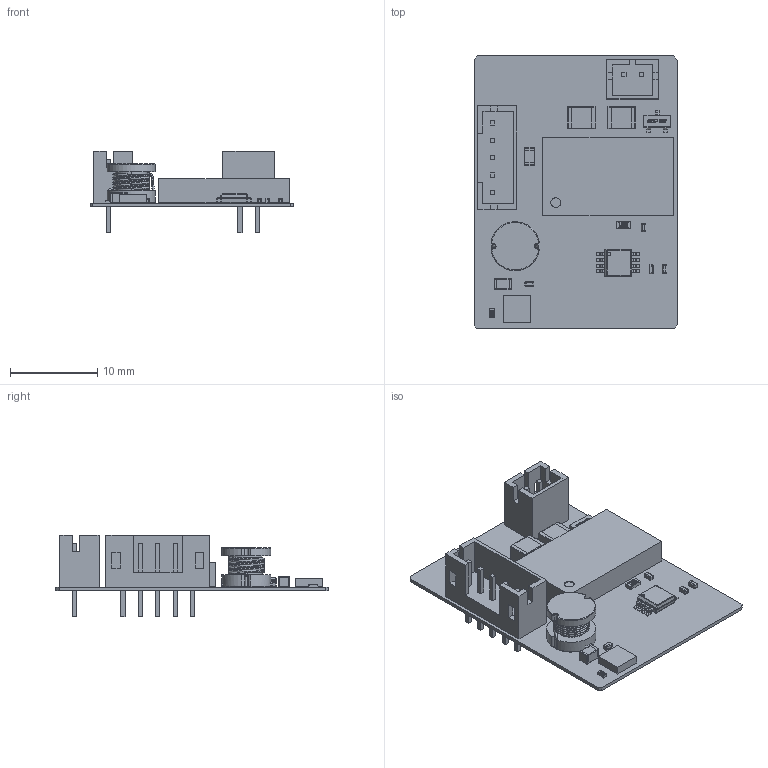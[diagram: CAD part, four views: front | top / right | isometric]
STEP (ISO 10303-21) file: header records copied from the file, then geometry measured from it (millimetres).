
FILE_DESCRIPTION(('Open CASCADE Model'),'2;1');
FILE_NAME('Open CASCADE Shape Model','2017-01-20T15:26:44',('Author'),( 'Open CASCADE'),'Open CASCADE STEP processor 6.8','Open CASCADE 6.8' ,'Unknown');
FILE_SCHEMA(('AUTOMOTIVE_DESIGN { 1 0 10303 214 1 1 1 1 }'));
Length unit declared in the file: millimetre
Products named in the file (41): PCB; Board; C1; CAPC2012X120N_EIA_0805; C3; C8; CAPC3225X200N_EIA_1210; U3; 978590552; Extruded; U2; 767116496; Open_CASCADE_STEP_translator_6.8_14.1; Body; Open_CASCADE_STEP_translator_6.8_14.2.1; Leader; U1; 992061008; Open_CASCADE_STEP_translator_6.8_11.1; Open_CASCADE_STEP_translator_6.8_11.2.1; pinShape; R3; User_Library-RESC1608X05N; R1; User_Library-RESC1005X04N; Q1; SOT-23; L1; User_Library-SDR0604; OUT; B2B-PH-K-S; IN; B5B-PH-K-S; C7; CAPC1005X55N_EIA_0402; C6; C5; C4; CAPC3225X150N_CDR33; C2
Assembly tree (127 placements, depth 5):
  PCB
    Board
    C1
      CAPC2012X120N_EIA_0805
    C3
      CAPC2012X120N_EIA_0805
    C8
      CAPC3225X200N_EIA_1210
    U3
      978590552
        Extruded
    U2
      767116496
        Open_CASCADE_STEP_translator_6.8_14.1
        Body
          Open_CASCADE_STEP_translator_6.8_14.2.1
        Leader  x8
    U1
      992061008
        Open_CASCADE_STEP_translator_6.8_11.1
        Body
          Open_CASCADE_STEP_translator_6.8_11.2.1
        pinShape  x77
    R3
      User_Library-RESC1608X05N
    R1
      User_Library-RESC1005X04N
    Q1
      SOT-23
    L1
      User_Library-SDR0604
    OUT
      B2B-PH-K-S
    IN
      B5B-PH-K-S
    C7
      CAPC1005X55N_EIA_0402
    C6
      CAPC1005X55N_EIA_0402
    C5
      CAPC1005X55N_EIA_0402
    C4
      CAPC3225X150N_CDR33
    C2
      CAPC1005X55N_EIA_0402
Bounding box: 23.37 x 31.24 x 9.4 mm (x, y, z)
Volume: 1056.6 mm3; surface area: 3120 mm2
Topology: 103 solids, 105 shells, 1817 faces, 4225 edges, 2564 vertices
Faces by surface type: plane 1121, cylinder 355, bspline 248, sphere 74, torus 19
Full cylindrical faces by diameter (mm): 0.388 x1, 1.125 x1
Entity records: 40471 total; most frequent: CARTESIAN_POINT 10972, ORIENTED_EDGE 5156, DIRECTION 4198, EDGE_CURVE 2579, VERTEX_POINT 1628, LINE 1512, VECTOR 1512, AXIS2_PLACEMENT_3D 1343
